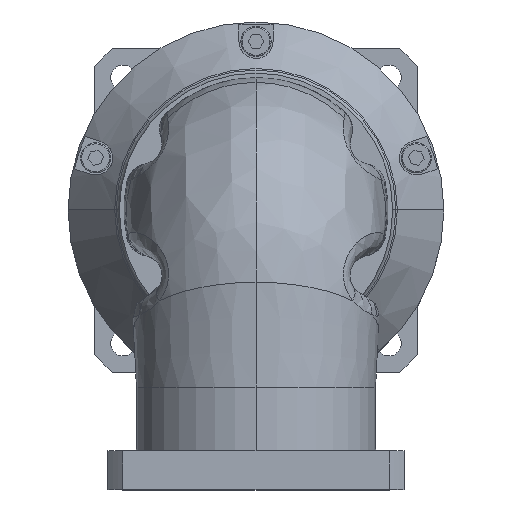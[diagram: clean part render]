
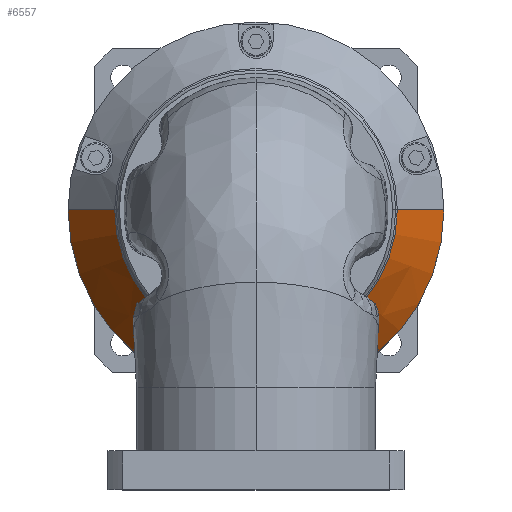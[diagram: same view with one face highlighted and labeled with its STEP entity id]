
A CAD part, top view. The second image highlights one B-rep face of the part: STEP entity #6557.
In plain terms, the highlighted conical face has half-angle 37 degrees and reference radius 72.26 mm.
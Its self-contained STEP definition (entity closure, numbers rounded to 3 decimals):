
#1823=CARTESIAN_POINT('',(0.,0.,142.));
#1824=DIRECTION('',(0.,0.,1.));
#1825=DIRECTION('',(-0.66,-0.752,0.));
#1826=AXIS2_PLACEMENT_3D('',#1823,#1824,#1825);
#1856=CARTESIAN_POINT('',(-37.428,-64.276,
151.577));
#1857=CARTESIAN_POINT('',(-37.081,-63.797,
152.358));
#1858=CARTESIAN_POINT('',(-36.532,-62.806,
153.862));
#1859=CARTESIAN_POINT('',(-36.081,-61.298,
155.891));
#1860=CARTESIAN_POINT('',(-35.95,-59.807,
157.681));
#1861=CARTESIAN_POINT('',(-36.098,-58.392,
159.183));
#1862=CARTESIAN_POINT('',(-36.499,-57.05,
160.409));
#1863=CARTESIAN_POINT('',(-37.131,-55.82,
161.32));
#1864=CARTESIAN_POINT('',(-37.999,-54.698,
161.905));
#1865=CARTESIAN_POINT('',(-39.107,-53.725,
162.104));
#1866=CARTESIAN_POINT('',(-40.384,-52.994,
161.87));
#1867=CARTESIAN_POINT('',(-41.702,-52.542,
161.268));
#1868=CARTESIAN_POINT('',(-43.052,-52.339,
160.351));
#1869=CARTESIAN_POINT('',(-44.431,-52.383,
159.131));
#1870=CARTESIAN_POINT('',(-45.809,-52.684,
157.636));
#1871=CARTESIAN_POINT('',(-47.18,-53.276,
155.845));
#1872=CARTESIAN_POINT('',(-48.449,-54.16,
153.848));
#1873=CARTESIAN_POINT('',(-49.218,-54.983,
152.354));
#1874=CARTESIAN_POINT('',(-49.564,-55.459,
151.577));
#1880=DIRECTION('',(-0.602,0.,0.799));
#1881=VECTOR('',#1880,34.031);
#1882=CARTESIAN_POINT('',(82.5,0.,140.8));
#1883=LINE('',#1882,#1881);
#1884=CARTESIAN_POINT('',(-53.825,-61.324,142.));
#1885=CARTESIAN_POINT('',(-53.352,-60.673,
143.064));
#1886=CARTESIAN_POINT('',(-52.405,-59.37,
145.192));
#1887=CARTESIAN_POINT('',(-50.985,-57.415,
148.385));
#1888=CARTESIAN_POINT('',(-50.037,-56.111,
150.513));
#1889=CARTESIAN_POINT('',(-49.564,-55.459,
151.577));
#1891=CARTESIAN_POINT('',(-37.428,-64.276,
151.577));
#1892=CARTESIAN_POINT('',(-37.902,-64.928,
150.513));
#1893=CARTESIAN_POINT('',(-38.849,-66.231,
148.385));
#1894=CARTESIAN_POINT('',(-40.27,-68.187,
145.192));
#1895=CARTESIAN_POINT('',(-41.217,-69.49,
143.064));
#1896=CARTESIAN_POINT('',(-41.69,-70.141,142.));
#1898=CARTESIAN_POINT('',(41.69,-70.141,142.));
#1899=CARTESIAN_POINT('',(41.217,-69.49,143.064));
#1900=CARTESIAN_POINT('',(40.27,-68.187,145.192));
#1901=CARTESIAN_POINT('',(38.849,-66.231,148.385));
#1902=CARTESIAN_POINT('',(37.902,-64.928,150.513));
#1903=CARTESIAN_POINT('',(37.428,-64.276,151.577));
#1905=CARTESIAN_POINT('',(49.564,-55.459,151.577));
#1906=CARTESIAN_POINT('',(50.037,-56.111,150.513));
#1907=CARTESIAN_POINT('',(50.985,-57.415,148.385));
#1908=CARTESIAN_POINT('',(52.405,-59.37,145.192));
#1909=CARTESIAN_POINT('',(53.352,-60.673,143.064));
#1910=CARTESIAN_POINT('',(53.825,-61.324,142.));
#1912=CARTESIAN_POINT('',(35.996,-59.867,157.58));
#1913=CARTESIAN_POINT('',(35.996,-59.522,157.972));
#1914=CARTESIAN_POINT('',(36.044,-58.855,158.696));
#1915=CARTESIAN_POINT('',(36.228,-57.945,159.595));
#1916=CARTESIAN_POINT('',(36.499,-57.123,160.324));
#1917=CARTESIAN_POINT('',(36.836,-56.389,160.9));
#1918=CARTESIAN_POINT('',(37.218,-55.742,161.337));
#1919=CARTESIAN_POINT('',(37.637,-55.169,161.657));
#1920=CARTESIAN_POINT('',(38.082,-54.663,161.874));
#1921=CARTESIAN_POINT('',(38.557,-54.211,162.002));
#1922=CARTESIAN_POINT('',(39.058,-53.81,162.046));
#1923=CARTESIAN_POINT('',(39.595,-53.451,162.009));
#1924=CARTESIAN_POINT('',(40.164,-53.137,161.89));
#1925=CARTESIAN_POINT('',(40.781,-52.865,161.68));
#1926=CARTESIAN_POINT('',(41.448,-52.64,161.371));
#1927=CARTESIAN_POINT('',(42.178,-52.47,160.944));
#1928=CARTESIAN_POINT('',(42.974,-52.37,160.382));
#1929=CARTESIAN_POINT('',(43.834,-52.357,159.667));
#1930=CARTESIAN_POINT('',(44.752,-52.453,158.783));
#1931=CARTESIAN_POINT('',(45.719,-52.679,157.718));
#1932=CARTESIAN_POINT('',(46.728,-53.068,156.448));
#1933=CARTESIAN_POINT('',(47.76,-53.655,154.957));
#1934=CARTESIAN_POINT('',(48.749,-54.463,153.282));
#1935=CARTESIAN_POINT('',(49.308,-55.107,152.151));
#1936=CARTESIAN_POINT('',(49.564,-55.459,151.577));
#1943=CARTESIAN_POINT('',(0.,0.,167.978));
#1944=DIRECTION('',(0.,0.,1.));
#1945=DIRECTION('',(-1.,0.,0.));
#1946=AXIS2_PLACEMENT_3D('',#1943,#1944,#1945);
#1958=DIRECTION('',(0.602,0.,0.799));
#1959=VECTOR('',#1958,34.031);
#1960=CARTESIAN_POINT('',(-82.5,0.,140.8));
#1961=LINE('',#1960,#1959);
#2029=CARTESIAN_POINT('',(0.,0.,140.8));
#2030=DIRECTION('',(0.,0.,-1.));
#2031=DIRECTION('',(1.,0.,0.));
#2032=AXIS2_PLACEMENT_3D('',#2029,#2030,#2031);
#5373=CARTESIAN_POINT('',(0.,0.,142.));
#5374=DIRECTION('',(0.,0.,1.));
#5375=DIRECTION('',(0.511,-0.86,0.));
#5376=AXIS2_PLACEMENT_3D('',#5373,#5374,#5375);
#5414=CARTESIAN_POINT('',(35.996,-59.867,157.58));
#5415=CARTESIAN_POINT('',(35.996,-60.382,156.995));
#5416=CARTESIAN_POINT('',(36.102,-61.402,155.758));
#5417=CARTESIAN_POINT('',(36.565,-62.873,153.762));
#5418=CARTESIAN_POINT('',(37.099,-63.822,152.318));
#5419=CARTESIAN_POINT('',(37.428,-64.276,151.577));
#5681=CARTESIAN_POINT('',(-49.564,-55.459,
151.577));
#5683=VERTEX_POINT('',#5681);
#5705=CARTESIAN_POINT('',(41.69,-70.141,142.));
#5706=CARTESIAN_POINT('',(53.825,-61.324,142.));
#5707=VERTEX_POINT('',#5705);
#5708=VERTEX_POINT('',#5706);
#5756=CARTESIAN_POINT('',(62.02,0.,167.978));
#5758=VERTEX_POINT('',#5756);
#5857=VERTEX_POINT('',#1905);
#5926=VERTEX_POINT('',#1856);
#5997=VERTEX_POINT('',#1912);
#6024=VERTEX_POINT('',#1884);
#6025=VERTEX_POINT('',#5419);
#6072=CARTESIAN_POINT('',(-82.5,0.,140.8));
#6073=CARTESIAN_POINT('',(82.5,0.,140.8));
#6074=VERTEX_POINT('',#6072);
#6075=VERTEX_POINT('',#6073);
#6230=CARTESIAN_POINT('',(-41.69,-70.141,142.));
#6232=VERTEX_POINT('',#6230);
#6303=CARTESIAN_POINT('',(-62.02,0.,167.978));
#6304=VERTEX_POINT('',#6303);
#6524=CARTESIAN_POINT('',(0.,0.,154.389));
#6525=DIRECTION('',(0.,0.,-1.));
#6526=DIRECTION('',(1.,0.,0.));
#6527=AXIS2_PLACEMENT_3D('',#6524,#6525,#6526);
#6528=CONICAL_SURFACE('',#6527,72.26,37.);
#6530=ORIENTED_EDGE('',*,*,#6529,.T.);
#6532=ORIENTED_EDGE('',*,*,#6531,.F.);
#6534=ORIENTED_EDGE('',*,*,#6533,.T.);
#6536=ORIENTED_EDGE('',*,*,#6535,.T.);
#6537=EDGE_LOOP('',(#6530,#6532,#6534,#6536));
#6538=FACE_OUTER_BOUND('',#6537,.F.);
#6539=ORIENTED_EDGE('',*,*,#6518,.F.);
#6540=ORIENTED_EDGE('',*,*,#6469,.T.);
#6541=ORIENTED_EDGE('',*,*,#6491,.F.);
#6542=ORIENTED_EDGE('',*,*,#6504,.T.);
#6543=EDGE_LOOP('',(#6539,#6540,#6541,#6542));
#6544=FACE_BOUND('',#6543,.F.);
#6546=ORIENTED_EDGE('',*,*,#6545,.F.);
#6548=ORIENTED_EDGE('',*,*,#6547,.T.);
#6550=ORIENTED_EDGE('',*,*,#6549,.F.);
#6552=ORIENTED_EDGE('',*,*,#6551,.F.);
#6554=ORIENTED_EDGE('',*,*,#6553,.T.);
#6555=EDGE_LOOP('',(#6546,#6548,#6550,#6552,#6554));
#6556=FACE_BOUND('',#6555,.F.);
#6557=ADVANCED_FACE('',(#6538,#6544,#6556),#6528,.T.);
#1827=CIRCLE('',#1826,81.596);
#1875=B_SPLINE_CURVE_WITH_KNOTS('',3,(#1856,#1857,#1858,#1859,#1860,#1861,#1862,
#1863,#1864,#1865,#1866,#1867,#1868,#1869,#1870,#1871,#1872,#1873,#1874),
.UNSPECIFIED.,.F.,.F.,(4,1,1,1,1,1,1,1,1,1,1,1,1,1,1,1,4),(0.,0.063,0.125,
0.188,0.25,0.313,0.375,0.438,0.5,0.563,0.625,0.688,
0.75,0.813,0.875,0.938,1.),.UNSPECIFIED.);
#1890=B_SPLINE_CURVE_WITH_KNOTS('',3,(#1884,#1885,#1886,#1887,#1888,#1889),
.UNSPECIFIED.,.F.,.F.,(4,1,1,4),(0.,0.333,0.667,1.),
.UNSPECIFIED.);
#1897=B_SPLINE_CURVE_WITH_KNOTS('',3,(#1891,#1892,#1893,#1894,#1895,#1896),
.UNSPECIFIED.,.F.,.F.,(4,1,1,4),(0.,0.333,0.667,1.),
.UNSPECIFIED.);
#1904=B_SPLINE_CURVE_WITH_KNOTS('',3,(#1898,#1899,#1900,#1901,#1902,#1903),
.UNSPECIFIED.,.F.,.F.,(4,1,1,4),(0.,0.333,0.667,1.),
.UNSPECIFIED.);
#1911=B_SPLINE_CURVE_WITH_KNOTS('',3,(#1905,#1906,#1907,#1908,#1909,#1910),
.UNSPECIFIED.,.F.,.F.,(4,1,1,4),(0.,0.333,0.667,1.),
.UNSPECIFIED.);
#1937=B_SPLINE_CURVE_WITH_KNOTS('',3,(#1912,#1913,#1914,#1915,#1916,#1917,#1918,
#1919,#1920,#1921,#1922,#1923,#1924,#1925,#1926,#1927,#1928,#1929,#1930,#1931,
#1932,#1933,#1934,#1935,#1936),.UNSPECIFIED.,.F.,.F.,(4,1,1,1,1,1,1,1,1,1,1,1,1,
1,1,1,1,1,1,1,1,1,4),(0.,0.045,0.091,
0.136,0.182,0.227,0.273,
0.318,0.364,0.409,0.455,0.5,
0.545,0.591,0.636,0.682,
0.727,0.773,0.818,0.864,
0.909,0.955,1.),.UNSPECIFIED.);
#1947=CIRCLE('',#1946,62.02);
#2033=CIRCLE('',#2032,82.5);
#5377=CIRCLE('',#5376,81.596);
#5420=B_SPLINE_CURVE_WITH_KNOTS('',3,(#5414,#5415,#5416,#5417,#5418,#5419),
.UNSPECIFIED.,.F.,.F.,(4,1,1,4),(0.,0.333,0.667,1.),
.UNSPECIFIED.);
#6469=EDGE_CURVE('',#6024,#6232,#1827,.T.);
#6491=EDGE_CURVE('',#5926,#6232,#1897,.T.);
#6504=EDGE_CURVE('',#5926,#5683,#1875,.T.);
#6518=EDGE_CURVE('',#6024,#5683,#1890,.T.);
#6529=EDGE_CURVE('',#6304,#5758,#1947,.T.);
#6531=EDGE_CURVE('',#6075,#5758,#1883,.T.);
#6533=EDGE_CURVE('',#6075,#6074,#2033,.T.);
#6535=EDGE_CURVE('',#6074,#6304,#1961,.T.);
#6545=EDGE_CURVE('',#5707,#6025,#1904,.T.);
#6547=EDGE_CURVE('',#5707,#5708,#5377,.T.);
#6549=EDGE_CURVE('',#5857,#5708,#1911,.T.);
#6551=EDGE_CURVE('',#5997,#5857,#1937,.T.);
#6553=EDGE_CURVE('',#5997,#6025,#5420,.T.);
